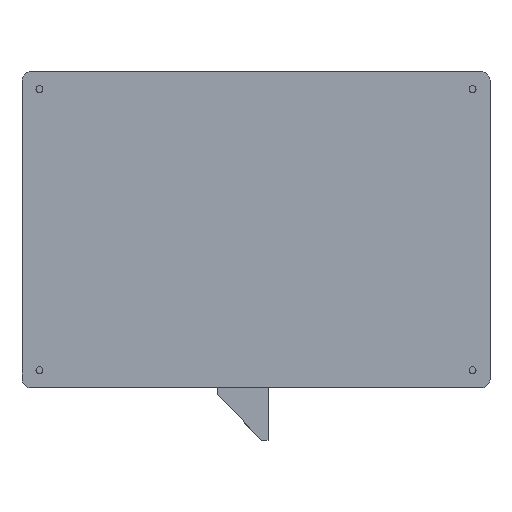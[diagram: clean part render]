
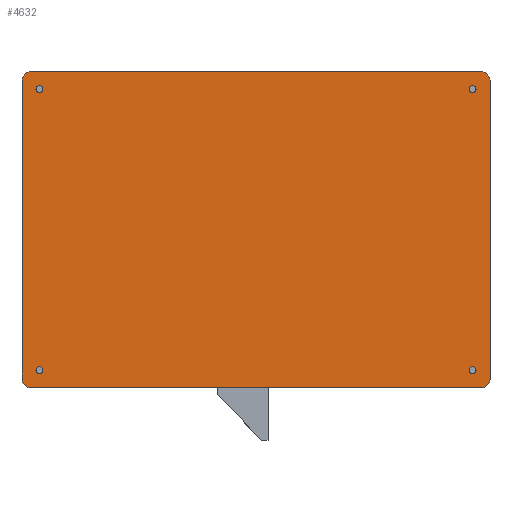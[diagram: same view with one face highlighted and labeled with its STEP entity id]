
A CAD part, top view. The second image highlights one B-rep face of the part: STEP entity #4632.
In plain terms, the highlighted planar face has unit normal (0, 0, 1).
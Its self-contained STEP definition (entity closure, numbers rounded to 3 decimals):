
#143=FACE_BOUND('',#966,.T.);
#144=FACE_BOUND('',#967,.T.);
#145=FACE_BOUND('',#968,.T.);
#146=FACE_BOUND('',#969,.T.);
#315=PLANE('',#5069);
#572=FACE_OUTER_BOUND('',#965,.T.);
#965=EDGE_LOOP('',(#4155,#4156,#4157,#4158,#4159,#4160,#4161,#4162));
#966=EDGE_LOOP('',(#4163));
#967=EDGE_LOOP('',(#4164));
#968=EDGE_LOOP('',(#4165));
#969=EDGE_LOOP('',(#4166));
#1390=LINE('',#7613,#1822);
#1393=LINE('',#7619,#1825);
#1394=LINE('',#7623,#1826);
#1395=LINE('',#7627,#1827);
#1822=VECTOR('',#6311,10.);
#1825=VECTOR('',#6316,10.);
#1826=VECTOR('',#6319,10.);
#1827=VECTOR('',#6322,10.);
#2031=CIRCLE('',#5066,4.);
#2033=CIRCLE('',#5070,4.);
#2034=CIRCLE('',#5071,4.);
#2035=CIRCLE('',#5072,4.);
#2036=CIRCLE('',#5073,1.6);
#2037=CIRCLE('',#5074,1.6);
#2038=CIRCLE('',#5075,1.6);
#2039=CIRCLE('',#5076,1.6);
#2417=VERTEX_POINT('',#7603);
#2418=VERTEX_POINT('',#7604);
#2421=VERTEX_POINT('',#7612);
#2423=VERTEX_POINT('',#7618);
#2424=VERTEX_POINT('',#7620);
#2425=VERTEX_POINT('',#7622);
#2426=VERTEX_POINT('',#7624);
#2427=VERTEX_POINT('',#7626);
#2428=VERTEX_POINT('',#7629);
#2429=VERTEX_POINT('',#7631);
#2430=VERTEX_POINT('',#7633);
#2431=VERTEX_POINT('',#7635);
#3004=EDGE_CURVE('',#2417,#2418,#2031,.T.);
#3008=EDGE_CURVE('',#2421,#2418,#1390,.T.);
#3011=EDGE_CURVE('',#2417,#2423,#1393,.T.);
#3012=EDGE_CURVE('',#2424,#2423,#2033,.T.);
#3013=EDGE_CURVE('',#2424,#2425,#1394,.T.);
#3014=EDGE_CURVE('',#2425,#2426,#2034,.T.);
#3015=EDGE_CURVE('',#2427,#2426,#1395,.T.);
#3016=EDGE_CURVE('',#2427,#2421,#2035,.T.);
#3017=EDGE_CURVE('',#2428,#2428,#2036,.T.);
#3018=EDGE_CURVE('',#2429,#2429,#2037,.T.);
#3019=EDGE_CURVE('',#2430,#2430,#2038,.T.);
#3020=EDGE_CURVE('',#2431,#2431,#2039,.T.);
#4155=ORIENTED_EDGE('',*,*,#3004,.F.);
#4156=ORIENTED_EDGE('',*,*,#3011,.T.);
#4157=ORIENTED_EDGE('',*,*,#3012,.F.);
#4158=ORIENTED_EDGE('',*,*,#3013,.T.);
#4159=ORIENTED_EDGE('',*,*,#3014,.T.);
#4160=ORIENTED_EDGE('',*,*,#3015,.F.);
#4161=ORIENTED_EDGE('',*,*,#3016,.T.);
#4162=ORIENTED_EDGE('',*,*,#3008,.T.);
#4163=ORIENTED_EDGE('',*,*,#3017,.T.);
#4164=ORIENTED_EDGE('',*,*,#3018,.T.);
#4165=ORIENTED_EDGE('',*,*,#3019,.T.);
#4166=ORIENTED_EDGE('',*,*,#3020,.T.);
#4632=ADVANCED_FACE('',(#572,#143,#144,#145,#146),#315,.T.);
#5066=AXIS2_PLACEMENT_3D('',#7605,#6303,#6304);
#5069=AXIS2_PLACEMENT_3D('',#7617,#6314,#6315);
#5070=AXIS2_PLACEMENT_3D('',#7621,#6317,#6318);
#5071=AXIS2_PLACEMENT_3D('',#7625,#6320,#6321);
#5072=AXIS2_PLACEMENT_3D('',#7628,#6323,#6324);
#5073=AXIS2_PLACEMENT_3D('',#7630,#6325,#6326);
#5074=AXIS2_PLACEMENT_3D('',#7632,#6327,#6328);
#5075=AXIS2_PLACEMENT_3D('',#7634,#6329,#6330);
#5076=AXIS2_PLACEMENT_3D('',#7636,#6331,#6332);
#6303=DIRECTION('center_axis',(0.,0.,-1.));
#6304=DIRECTION('ref_axis',(0.707,0.707,0.));
#6311=DIRECTION('',(0.,1.,0.));
#6314=DIRECTION('center_axis',(0.,0.,1.));
#6315=DIRECTION('ref_axis',(1.,0.,0.));
#6316=DIRECTION('',(-1.,0.,0.));
#6317=DIRECTION('center_axis',(0.,0.,-1.));
#6318=DIRECTION('ref_axis',(-0.707,0.707,0.));
#6319=DIRECTION('',(0.,-1.,0.));
#6320=DIRECTION('center_axis',(0.,0.,1.));
#6321=DIRECTION('ref_axis',(-0.707,-0.707,0.));
#6322=DIRECTION('',(-1.,0.,0.));
#6323=DIRECTION('center_axis',(0.,0.,1.));
#6324=DIRECTION('ref_axis',(0.707,-0.707,0.));
#6325=DIRECTION('center_axis',(0.,0.,-1.));
#6326=DIRECTION('ref_axis',(-1.,0.,0.));
#6327=DIRECTION('center_axis',(0.,0.,-1.));
#6328=DIRECTION('ref_axis',(-1.,0.,0.));
#6329=DIRECTION('center_axis',(0.,0.,-1.));
#6330=DIRECTION('ref_axis',(-1.,0.,0.));
#6331=DIRECTION('center_axis',(0.,0.,-1.));
#6332=DIRECTION('ref_axis',(-1.,0.,0.));
#7603=CARTESIAN_POINT('',(257.57,-33.93,35.2));
#7604=CARTESIAN_POINT('',(261.57,-37.93,35.2));
#7605=CARTESIAN_POINT('Origin',(257.57,-37.93,35.2));
#7612=CARTESIAN_POINT('',(261.57,-174.57,35.2));
#7613=CARTESIAN_POINT('',(261.57,-38.93,35.2));
#7617=CARTESIAN_POINT('Origin',(154.5,-103.75,35.2));
#7618=CARTESIAN_POINT('',(51.43,-33.93,35.2));
#7619=CARTESIAN_POINT('',(47.43,-33.93,35.2));
#7620=CARTESIAN_POINT('',(47.43,-37.93,35.2));
#7621=CARTESIAN_POINT('Origin',(51.43,-37.93,35.2));
#7622=CARTESIAN_POINT('',(47.43,-174.57,35.2));
#7623=CARTESIAN_POINT('',(47.43,-178.57,35.2));
#7624=CARTESIAN_POINT('',(51.43,-178.57,35.2));
#7625=CARTESIAN_POINT('Origin',(51.43,-174.57,35.2));
#7626=CARTESIAN_POINT('',(257.57,-178.57,35.2));
#7627=CARTESIAN_POINT('',(261.57,-178.57,35.2));
#7628=CARTESIAN_POINT('Origin',(257.57,-174.57,35.2));
#7629=CARTESIAN_POINT('',(255.17,-41.93,35.2));
#7630=CARTESIAN_POINT('Origin',(253.57,-41.93,35.2));
#7631=CARTESIAN_POINT('',(255.17,-170.57,35.2));
#7632=CARTESIAN_POINT('Origin',(253.57,-170.57,35.2));
#7633=CARTESIAN_POINT('',(57.03,-41.93,35.2));
#7634=CARTESIAN_POINT('Origin',(55.43,-41.93,35.2));
#7635=CARTESIAN_POINT('',(57.03,-170.57,35.2));
#7636=CARTESIAN_POINT('Origin',(55.43,-170.57,35.2));
